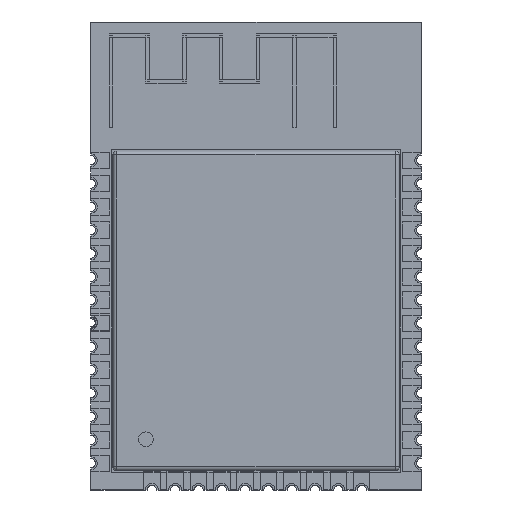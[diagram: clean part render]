
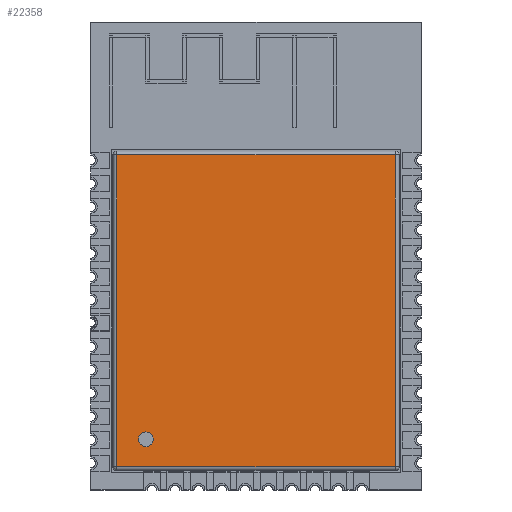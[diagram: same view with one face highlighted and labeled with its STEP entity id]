
A CAD part, top view. The second image highlights one B-rep face of the part: STEP entity #22358.
In plain terms, the highlighted planar face has unit normal (0, 0, 1).
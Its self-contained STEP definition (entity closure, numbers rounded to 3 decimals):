
#21949 = VERTEX_POINT('',#21950);
#21950 = CARTESIAN_POINT('',(7.6,8.5,3.8));
#21974 = VERTEX_POINT('',#21975);
#21975 = CARTESIAN_POINT('',(7.6,-8.5,3.8));
#21984 = EDGE_CURVE('',#21974,#21949,#21985,.T.);
#21985 = LINE('',#21986,#21987);
#21986 = CARTESIAN_POINT('',(7.6,-8.7,3.8));
#21987 = VECTOR('',#21988,1.);
#21988 = DIRECTION('',(0.,1.,0.));
#21999 = VERTEX_POINT('',#22000);
#22000 = CARTESIAN_POINT('',(-7.6,8.5,3.8));
#22009 = EDGE_CURVE('',#21999,#21949,#22010,.T.);
#22010 = LINE('',#22011,#22012);
#22011 = CARTESIAN_POINT('',(-7.8,8.5,3.8));
#22012 = VECTOR('',#22013,1.);
#22013 = DIRECTION('',(1.,0.,0.));
#22058 = VERTEX_POINT('',#22059);
#22059 = CARTESIAN_POINT('',(-7.6,-8.5,3.8));
#22066 = EDGE_CURVE('',#22058,#21974,#22067,.T.);
#22067 = LINE('',#22068,#22069);
#22068 = CARTESIAN_POINT('',(-7.8,-8.5,3.8));
#22069 = VECTOR('',#22070,1.);
#22070 = DIRECTION('',(1.,0.,0.));
#22089 = EDGE_CURVE('',#22058,#21999,#22090,.T.);
#22090 = LINE('',#22091,#22092);
#22091 = CARTESIAN_POINT('',(-7.6,-8.7,3.8));
#22092 = VECTOR('',#22093,1.);
#22093 = DIRECTION('',(0.,1.,0.));
#22358 = ADVANCED_FACE('',(#22359,#22365),#22376,.T.);
#22359 = FACE_BOUND('',#22360,.T.);
#22360 = EDGE_LOOP('',(#22361,#22362,#22363,#22364));
#22361 = ORIENTED_EDGE('',*,*,#22089,.F.);
#22362 = ORIENTED_EDGE('',*,*,#22066,.T.);
#22363 = ORIENTED_EDGE('',*,*,#21984,.T.);
#22364 = ORIENTED_EDGE('',*,*,#22009,.F.);
#22365 = FACE_BOUND('',#22366,.T.);
#22366 = EDGE_LOOP('',(#22367));
#22367 = ORIENTED_EDGE('',*,*,#22368,.F.);
#22368 = EDGE_CURVE('',#22369,#22369,#22371,.T.);
#22369 = VERTEX_POINT('',#22370);
#22370 = CARTESIAN_POINT('',(-5.6,-7.,3.8));
#22371 = CIRCLE('',#22372,0.4);
#22372 = AXIS2_PLACEMENT_3D('',#22373,#22374,#22375);
#22373 = CARTESIAN_POINT('',(-6.,-7.,3.8));
#22374 = DIRECTION('',(0.,0.,1.));
#22375 = DIRECTION('',(1.,0.,0.));
#22376 = PLANE('',#22377);
#22377 = AXIS2_PLACEMENT_3D('',#22378,#22379,#22380);
#22378 = CARTESIAN_POINT('',(-7.8,-8.7,3.8));
#22379 = DIRECTION('',(0.,0.,1.));
#22380 = DIRECTION('',(1.,0.,0.));
